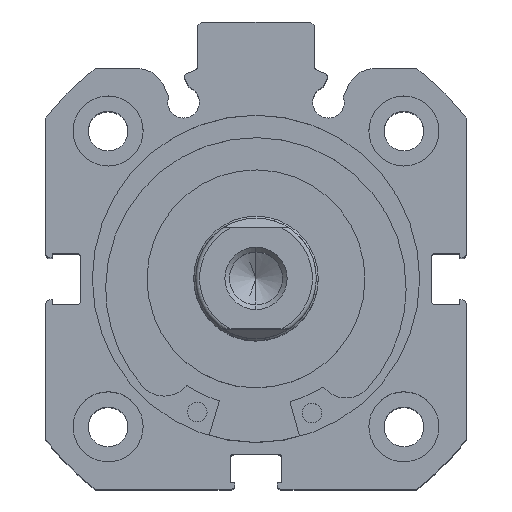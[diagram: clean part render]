
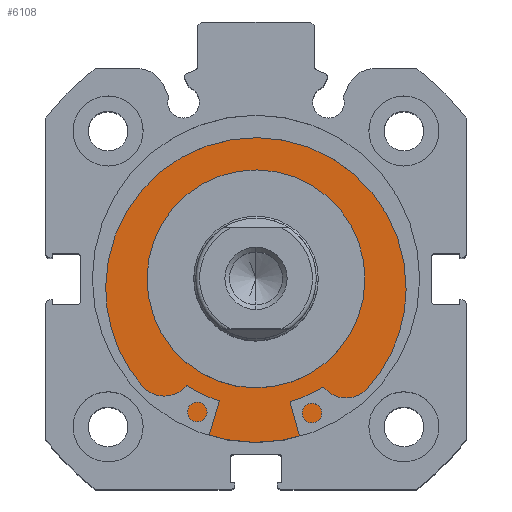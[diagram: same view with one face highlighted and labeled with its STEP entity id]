
A CAD part, top view. The second image highlights one B-rep face of the part: STEP entity #6108.
In plain terms, the highlighted face is planar.
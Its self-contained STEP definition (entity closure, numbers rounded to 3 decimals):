
#531 = AXIS2_PLACEMENT_3D ( 'NONE', #1465, #1462, #1461 ) ;
#535 = AXIS2_PLACEMENT_3D ( 'NONE', #1390, #1387, #1386 ) ;
#536 = AXIS2_PLACEMENT_3D ( 'NONE', #1435, #1423, #1422 ) ;
#542 = AXIS2_PLACEMENT_3D ( 'NONE', #1404, #1397, #1395 ) ;
#792 = AXIS2_PLACEMENT_3D ( 'NONE', #3241, #3243, #3244 ) ;
#1386 = DIRECTION ( 'NONE',  ( 0., 0., 1. ) ) ;
#1387 = DIRECTION ( 'NONE',  ( -1., 0., 0. ) ) ;
#1390 = CARTESIAN_POINT ( 'NONE',  ( 3.5, 0., 0. ) ) ;
#1395 = DIRECTION ( 'NONE',  ( 0., 0., 1. ) ) ;
#1397 = DIRECTION ( 'NONE',  ( -1., 0., 0. ) ) ;
#1404 = CARTESIAN_POINT ( 'NONE',  ( 3.5, 0., 0. ) ) ;
#1422 = DIRECTION ( 'NONE',  ( 0., 0., 1. ) ) ;
#1423 = DIRECTION ( 'NONE',  ( -1., 0., 0. ) ) ;
#1435 = CARTESIAN_POINT ( 'NONE',  ( 3.5, 0., 0. ) ) ;
#1461 = DIRECTION ( 'NONE',  ( 0., 0., 1. ) ) ;
#1462 = DIRECTION ( 'NONE',  ( -1., 0., 0. ) ) ;
#1465 = CARTESIAN_POINT ( 'NONE',  ( 3.5, 0., 0. ) ) ;
#1786 = EDGE_CURVE ( 'NONE', #6252, #6255, #7235, .T. ) ;
#1796 = EDGE_CURVE ( 'NONE', #6257, #6256, #7247, .T. ) ;
#1804 = EDGE_CURVE ( 'NONE', #6255, #6252, #7259, .T. ) ;
#1806 = EDGE_CURVE ( 'NONE', #6256, #6257, #7262, .T. ) ;
#1954 = ORIENTED_EDGE ( 'NONE', *, *, #1804, .T. ) ;
#1957 = ORIENTED_EDGE ( 'NONE', *, *, #1786, .T. ) ;
#3241 = CARTESIAN_POINT ( 'NONE',  ( 3.5, 21., 0. ) ) ;
#3242 = PLANE ( 'NONE',  #792 ) ;
#3243 = DIRECTION ( 'NONE',  ( 1., 0., 0. ) ) ;
#3244 = DIRECTION ( 'NONE',  ( 0., 0., -1. ) ) ;
#3431 = CARTESIAN_POINT ( 'NONE',  ( 3.5, 0., 21. ) ) ;
#3434 = CARTESIAN_POINT ( 'NONE',  ( 3.5, 0., -21. ) ) ;
#3435 = CARTESIAN_POINT ( 'NONE',  ( 3.5, 0., -14. ) ) ;
#3436 = CARTESIAN_POINT ( 'NONE',  ( 3.5, 0., 14. ) ) ;
#4183 = FACE_BOUND ( 'NONE', #5825, .T. ) ;
#4186 = FACE_OUTER_BOUND ( 'NONE', #5835, .T. ) ;
#5825 = EDGE_LOOP ( 'NONE', ( #6446, #6447 ) ) ;
#5835 = EDGE_LOOP ( 'NONE', ( #1957, #1954 ) ) ;
#6108 = ADVANCED_FACE ( 'NONE', ( #4183, #4186 ), #3242, .F. ) ;
#6252 = VERTEX_POINT ( 'NONE', #3431 ) ;
#6255 = VERTEX_POINT ( 'NONE', #3434 ) ;
#6256 = VERTEX_POINT ( 'NONE', #3435 ) ;
#6257 = VERTEX_POINT ( 'NONE', #3436 ) ;
#6446 = ORIENTED_EDGE ( 'NONE', *, *, #1796, .F. ) ;
#6447 = ORIENTED_EDGE ( 'NONE', *, *, #1806, .F. ) ;
#7235 = CIRCLE ( 'NONE', #531, 21. ) ;
#7247 = CIRCLE ( 'NONE', #536, 14. ) ;
#7259 = CIRCLE ( 'NONE', #542, 21. ) ;
#7262 = CIRCLE ( 'NONE', #535, 14. ) ;
